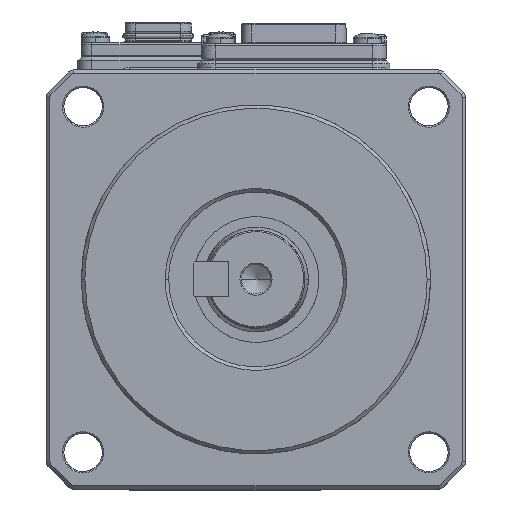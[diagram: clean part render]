
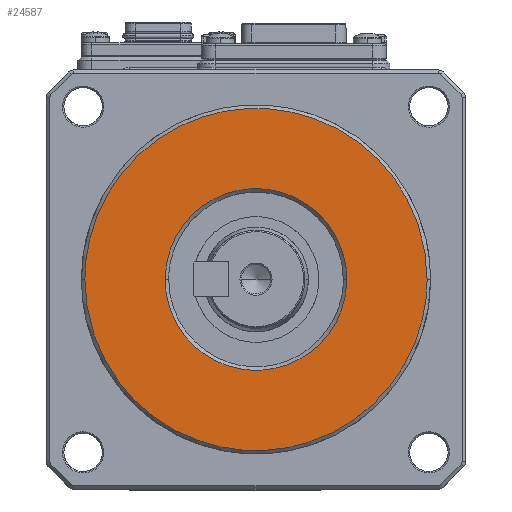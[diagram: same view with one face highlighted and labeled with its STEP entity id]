
A CAD part, top view. The second image highlights one B-rep face of the part: STEP entity #24587.
In plain terms, the highlighted free-form (B-spline) face has degree [1, 1] with [2, 2] control points.
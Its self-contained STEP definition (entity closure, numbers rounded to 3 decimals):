
#22491 = EDGE_CURVE('',#22492,#22494,#22496,.T.);
#22492 = VERTEX_POINT('',#22493);
#22493 = CARTESIAN_POINT('',(22.21,0.,
    2.72));
#22494 = VERTEX_POINT('',#22495);
#22495 = CARTESIAN_POINT('',(-22.21,0.,2.72));
#22496 = ( BOUNDED_CURVE() B_SPLINE_CURVE(2,(#22497,#22498,#22499,#22500
,#22501),.UNSPECIFIED.,.F.,.F.) B_SPLINE_CURVE_WITH_KNOTS((3,2,3),(0.,
1.571,3.142),.PIECEWISE_BEZIER_KNOTS.) CURVE() 
GEOMETRIC_REPRESENTATION_ITEM() RATIONAL_B_SPLINE_CURVE((1.,
0.707,1.,0.707,1.)) REPRESENTATION_ITEM('') );
#22497 = CARTESIAN_POINT('',(22.21,0.,2.72));
#22498 = CARTESIAN_POINT('',(22.21,22.21,
    2.72));
#22499 = CARTESIAN_POINT('',(0.,22.21,
    2.72));
#22500 = CARTESIAN_POINT('',(-22.21,22.21,
    2.72));
#22501 = CARTESIAN_POINT('',(-22.21,0.,
    2.72));
#22542 = VERTEX_POINT('',#22543);
#22543 = CARTESIAN_POINT('',(11.785,0.,2.72));
#22548 = EDGE_CURVE('',#22542,#22549,#22551,.T.);
#22549 = VERTEX_POINT('',#22550);
#22550 = CARTESIAN_POINT('',(-11.785,0.,
    2.72));
#22551 = ( BOUNDED_CURVE() B_SPLINE_CURVE(2,(#22552,#22553,#22554,#22555
,#22556),.UNSPECIFIED.,.F.,.F.) B_SPLINE_CURVE_WITH_KNOTS((3,2,3),(0.,
1.571,3.142),.PIECEWISE_BEZIER_KNOTS.) CURVE() 
GEOMETRIC_REPRESENTATION_ITEM() RATIONAL_B_SPLINE_CURVE((1.,
0.707,1.,0.707,1.)) REPRESENTATION_ITEM('') );
#22552 = CARTESIAN_POINT('',(11.785,0.,2.72));
#22553 = CARTESIAN_POINT('',(11.785,-11.785,
    2.72));
#22554 = CARTESIAN_POINT('',(0.,-11.785,
    2.72));
#22555 = CARTESIAN_POINT('',(-11.785,-11.785,
    2.72));
#22556 = CARTESIAN_POINT('',(-11.785,0.,
    2.72));
#24587 = ADVANCED_FACE('',(#24588,#24599),#24610,.T.);
#24588 = FACE_BOUND('',#24589,.T.);
#24589 = EDGE_LOOP('',(#24590,#24591));
#24590 = ORIENTED_EDGE('',*,*,#22548,.T.);
#24591 = ORIENTED_EDGE('',*,*,#24592,.T.);
#24592 = EDGE_CURVE('',#22549,#22542,#24593,.T.);
#24593 = ( BOUNDED_CURVE() B_SPLINE_CURVE(2,(#24594,#24595,#24596,#24597
,#24598),.UNSPECIFIED.,.F.,.F.) B_SPLINE_CURVE_WITH_KNOTS((3,2,3),(
    3.142,4.712,6.283),
.PIECEWISE_BEZIER_KNOTS.) CURVE() GEOMETRIC_REPRESENTATION_ITEM() 
RATIONAL_B_SPLINE_CURVE((1.,0.707,1.,0.707,1.)) 
REPRESENTATION_ITEM('') );
#24594 = CARTESIAN_POINT('',(-11.785,0.,
    2.72));
#24595 = CARTESIAN_POINT('',(-11.785,11.785,
    2.72));
#24596 = CARTESIAN_POINT('',(0.,11.785,
    2.72));
#24597 = CARTESIAN_POINT('',(11.785,11.785,
    2.72));
#24598 = CARTESIAN_POINT('',(11.785,0.,
    2.72));
#24599 = FACE_BOUND('',#24600,.T.);
#24600 = EDGE_LOOP('',(#24601,#24609));
#24601 = ORIENTED_EDGE('',*,*,#24602,.T.);
#24602 = EDGE_CURVE('',#22494,#22492,#24603,.T.);
#24603 = ( BOUNDED_CURVE() B_SPLINE_CURVE(2,(#24604,#24605,#24606,#24607
,#24608),.UNSPECIFIED.,.F.,.F.) B_SPLINE_CURVE_WITH_KNOTS((3,2,3),(
    3.142,4.712,6.283),
.PIECEWISE_BEZIER_KNOTS.) CURVE() GEOMETRIC_REPRESENTATION_ITEM() 
RATIONAL_B_SPLINE_CURVE((1.,0.707,1.,0.707,1.)) 
REPRESENTATION_ITEM('') );
#24604 = CARTESIAN_POINT('',(-22.21,0.,
    2.72));
#24605 = CARTESIAN_POINT('',(-22.21,-22.21,
    2.72));
#24606 = CARTESIAN_POINT('',(0.,-22.21,
    2.72));
#24607 = CARTESIAN_POINT('',(22.21,-22.21,
    2.72));
#24608 = CARTESIAN_POINT('',(22.21,0.,
    2.72));
#24609 = ORIENTED_EDGE('',*,*,#22491,.T.);
#24610 = B_SPLINE_SURFACE_WITH_KNOTS('',1,1,(
    (#24611,#24612)
    ,(#24613,#24614
  )),.UNSPECIFIED.,.F.,.F.,.F.,(2,2),(2,2),(-24.5,24.5),(-24.5,24.5),
  .PIECEWISE_BEZIER_KNOTS.);
#24611 = CARTESIAN_POINT('',(-22.21,-22.21,
    2.72));
#24612 = CARTESIAN_POINT('',(-22.21,22.21,
    2.72));
#24613 = CARTESIAN_POINT('',(22.21,-22.21,
    2.72));
#24614 = CARTESIAN_POINT('',(22.21,22.21,
    2.72));
